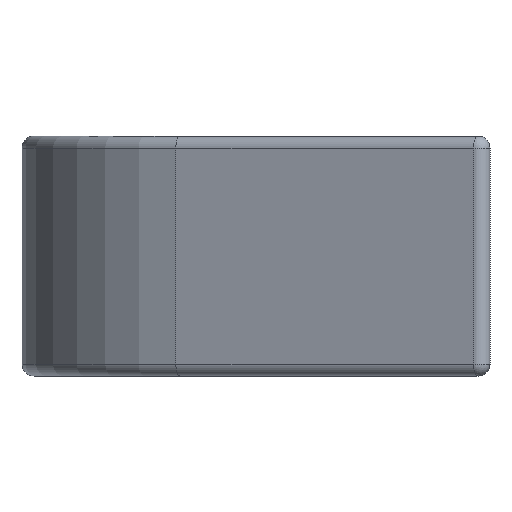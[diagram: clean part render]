
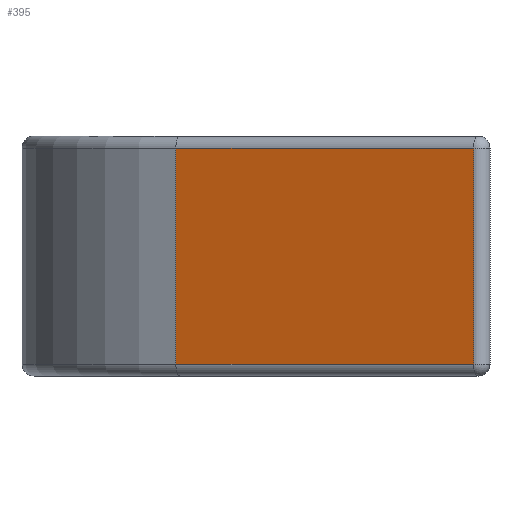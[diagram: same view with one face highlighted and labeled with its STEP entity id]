
A CAD part, left-side view. The second image highlights one B-rep face of the part: STEP entity #395.
In plain terms, the highlighted planar face has unit normal (-0.933, 0.359, 0).
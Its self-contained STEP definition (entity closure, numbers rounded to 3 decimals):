
#17=PLANE('',#473);
#23=LINE('',#671,#48);
#35=LINE('',#707,#60);
#44=LINE('',#720,#69);
#46=LINE('',#723,#71);
#48=VECTOR('',#538,10.);
#60=VECTOR('',#582,10.);
#69=VECTOR('',#599,10.);
#71=VECTOR('',#603,10.);
#110=FACE_OUTER_BOUND('',#137,.T.);
#137=EDGE_LOOP('',(#337,#338,#339,#340));
#178=VERTEX_POINT('',#628);
#182=VERTEX_POINT('',#637);
#184=VERTEX_POINT('',#643);
#193=VERTEX_POINT('',#664);
#226=EDGE_CURVE('',#193,#182,#23,.T.);
#246=EDGE_CURVE('',#184,#193,#35,.T.);
#255=EDGE_CURVE('',#178,#184,#44,.T.);
#257=EDGE_CURVE('',#182,#178,#46,.T.);
#337=ORIENTED_EDGE('',*,*,#226,.F.);
#338=ORIENTED_EDGE('',*,*,#246,.F.);
#339=ORIENTED_EDGE('',*,*,#255,.F.);
#340=ORIENTED_EDGE('',*,*,#257,.F.);
#395=ADVANCED_FACE('',(#110),#17,.T.);
#473=AXIS2_PLACEMENT_3D('',#724,#604,#605);
#538=DIRECTION('',(0.359,0.933,0.));
#582=DIRECTION('',(0.,0.,-1.));
#599=DIRECTION('',(-0.359,-0.933,0.));
#603=DIRECTION('',(0.,0.,1.));
#604=DIRECTION('center_axis',(-0.933,0.359,0.));
#605=DIRECTION('ref_axis',(-0.359,-0.933,0.));
#628=CARTESIAN_POINT('',(-6.986,1.336,3.8));
#637=CARTESIAN_POINT('',(-6.986,1.336,0.2));
#643=CARTESIAN_POINT('',(-8.895,-3.628,3.8));
#664=CARTESIAN_POINT('',(-8.895,-3.628,0.2));
#671=CARTESIAN_POINT('',(-6.267,3.206,0.2));
#707=CARTESIAN_POINT('',(-8.895,-3.628,0.));
#720=CARTESIAN_POINT('',(-6.267,3.206,3.8));
#723=CARTESIAN_POINT('',(-6.986,1.336,0.));
#724=CARTESIAN_POINT('Origin',(-6.,3.9,0.));
